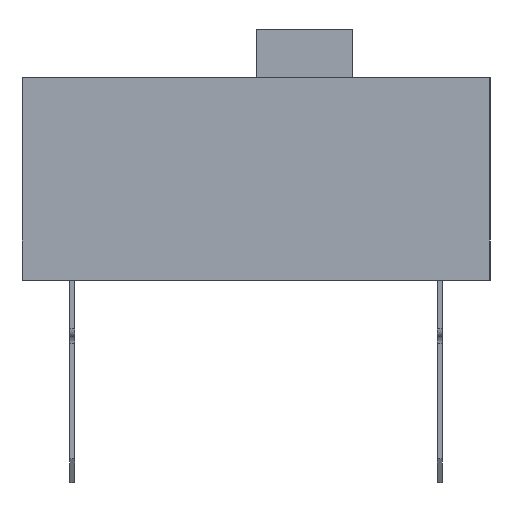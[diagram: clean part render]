
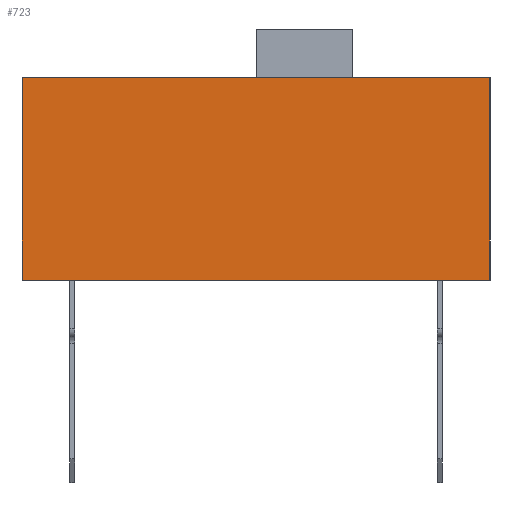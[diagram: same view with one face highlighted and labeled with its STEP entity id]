
A CAD part, left-side view. The second image highlights one B-rep face of the part: STEP entity #723.
In plain terms, the highlighted planar face has unit normal (-1, 0, 0).
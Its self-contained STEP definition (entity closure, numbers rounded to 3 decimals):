
#723=ADVANCED_FACE('',(#14042),#14044,.T.);
#14042=FACE_BOUND('',#14043,.T.);
#14043=EDGE_LOOP('',(#25526,#25527,#25528,#25529));
#14044=PLANE('',#14045);
#14045=AXIS2_PLACEMENT_3D('',#14046,#14047,#14048);
#14046=CARTESIAN_POINT('',(-13.35,4.85,0.));
#14047=DIRECTION('',(-1.,0.,0.));
#14048=DIRECTION('',(0.,-1.,0.));
#25526=ORIENTED_EDGE('',*,*,#34038,.T.);
#25527=ORIENTED_EDGE('',*,*,#34039,.T.);
#25528=ORIENTED_EDGE('',*,*,#32835,.F.);
#25529=ORIENTED_EDGE('',*,*,#34037,.F.);
#32835=EDGE_CURVE('',#37132,#37134,#37135,.T.);
#34037=EDGE_CURVE('',#39488,#37132,#39490,.T.);
#34038=EDGE_CURVE('',#39488,#39491,#39492,.T.);
#34039=EDGE_CURVE('',#39491,#37134,#39493,.T.);
#37132=VERTEX_POINT('',#44316);
#37134=VERTEX_POINT('',#44320);
#37135=LINE('',#44321,#44322);
#39488=VERTEX_POINT('',#49199);
#39490=LINE('',#49203,#49204);
#39491=VERTEX_POINT('',#49206);
#39492=LINE('',#49207,#49208);
#39493=LINE('',#49210,#49211);
#44316=CARTESIAN_POINT('',(-13.35,4.85,4.2));
#44320=CARTESIAN_POINT('',(-13.35,-4.85,4.2));
#44321=CARTESIAN_POINT('',(-13.35,4.85,4.2));
#44322=VECTOR('',#44323,1.);
#44323=DIRECTION('',(0.,-1.,0.));
#49199=CARTESIAN_POINT('',(-13.35,4.85,0.));
#49203=CARTESIAN_POINT('',(-13.35,4.85,0.));
#49204=VECTOR('',#49205,1.);
#49205=DIRECTION('',(0.,0.,1.));
#49206=CARTESIAN_POINT('',(-13.35,-4.85,0.));
#49207=CARTESIAN_POINT('',(-13.35,4.85,0.));
#49208=VECTOR('',#49209,1.);
#49209=DIRECTION('',(0.,-1.,0.));
#49210=CARTESIAN_POINT('',(-13.35,-4.85,0.));
#49211=VECTOR('',#49212,1.);
#49212=DIRECTION('',(0.,0.,1.));
